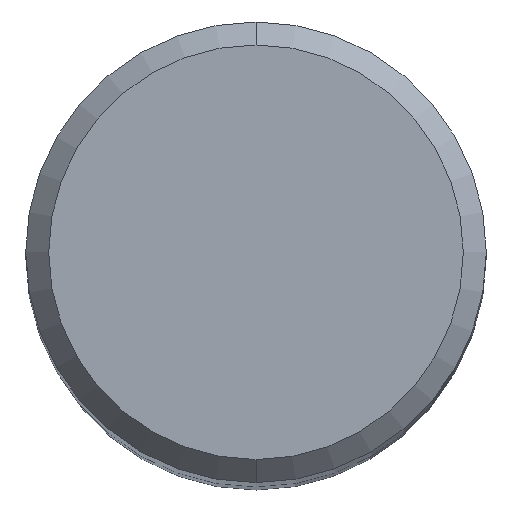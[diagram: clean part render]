
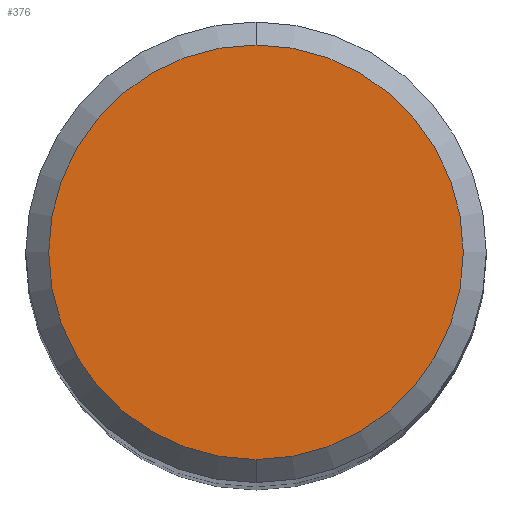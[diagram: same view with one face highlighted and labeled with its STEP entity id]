
A CAD part, top view. The second image highlights one B-rep face of the part: STEP entity #376.
In plain terms, the highlighted planar face has unit normal (0, 0, 1).
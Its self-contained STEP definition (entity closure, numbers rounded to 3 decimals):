
#232=VERTEX_POINT('',#537);
#300=EDGE_CURVE('',#232,#444,#614,.T.);
#308=EDGE_CURVE('',#444,#232,#623,.T.);
#376=ADVANCED_FACE('',(#700),#701,.T.);
#444=VERTEX_POINT('',#774);
#537=CARTESIAN_POINT('',(0.0,3.6,0.0));
#614=CIRCLE('',#1076,3.6);
#623=CIRCLE('',#1088,3.6);
#700=FACE_OUTER_BOUND('',#1251,.T.);
#701=PLANE('',#1252);
#774=CARTESIAN_POINT('',(0.,-3.6,0.0));
#1076=AXIS2_PLACEMENT_3D('',#1593,#1594,#1595);
#1088=AXIS2_PLACEMENT_3D('',#1605,#1606,#1607);
#1251=EDGE_LOOP('',(#1703,#1704));
#1252=AXIS2_PLACEMENT_3D('',#1705,#1706,#1707);
#1593=CARTESIAN_POINT('',(0.0,0.0,0.0));
#1594=DIRECTION('',(0.0,0.0,-1.0));
#1595=DIRECTION('',(0.0,1.0,0.0));
#1605=CARTESIAN_POINT('',(0.0,0.0,0.0));
#1606=DIRECTION('',(0.0,0.0,-1.0));
#1607=DIRECTION('',(0.0,1.0,0.0));
#1703=ORIENTED_EDGE('',*,*,#300,.F.);
#1704=ORIENTED_EDGE('',*,*,#308,.F.);
#1705=CARTESIAN_POINT('',(0.0,1.8,0.0));
#1706=DIRECTION('',(-0.0,0.0,1.0));
#1707=DIRECTION('',(0.0,-1.0,0.0));
